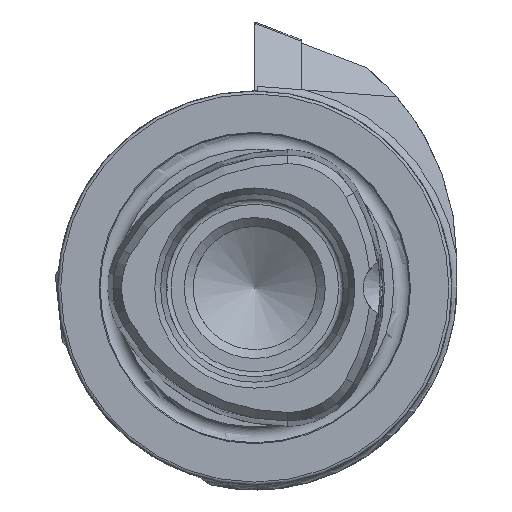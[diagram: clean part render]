
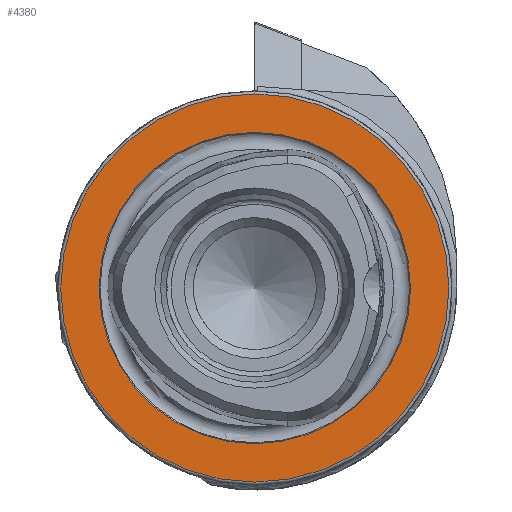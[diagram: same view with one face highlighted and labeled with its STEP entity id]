
A CAD part, left-side view. The second image highlights one B-rep face of the part: STEP entity #4380.
In plain terms, the highlighted planar face has unit normal (-1, 0, 0).
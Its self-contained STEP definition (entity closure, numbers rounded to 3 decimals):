
#811 = VERTEX_POINT ( 'NONE', #8951 ) ;
#964 = PLANE ( 'NONE',  #5747 ) ;
#1356 = EDGE_LOOP ( 'NONE', ( #6903 ) ) ;
#1522 = DIRECTION ( 'NONE',  ( -1., 0., 0. ) ) ;
#1795 = DIRECTION ( 'NONE',  ( 0., 0., -1. ) ) ;
#2436 = CARTESIAN_POINT ( 'NONE',  ( 0., 0., 0. ) ) ;
#2790 = ORIENTED_EDGE ( 'NONE', *, *, #3943, .T. ) ;
#3039 = FACE_OUTER_BOUND ( 'NONE', #4536, .T. ) ;
#3180 = DIRECTION ( 'NONE',  ( 0., 0., 1. ) ) ;
#3373 = VERTEX_POINT ( 'NONE', #9909 ) ;
#3590 = CIRCLE ( 'NONE', #6568, 15.8 ) ;
#3943 = EDGE_CURVE ( 'NONE', #811, #811, #6276, .T. ) ;
#4210 = CARTESIAN_POINT ( 'NONE',  ( 0., 0., 0. ) ) ;
#4344 = AXIS2_PLACEMENT_3D ( 'NONE', #4210, #7356, #8162 ) ;
#4380 = ADVANCED_FACE ( 'NONE', ( #9348, #3039 ), #964, .F. ) ;
#4536 = EDGE_LOOP ( 'NONE', ( #2790 ) ) ;
#4937 = DIRECTION ( 'NONE',  ( 1., 0., 0. ) ) ;
#5747 = AXIS2_PLACEMENT_3D ( 'NONE', #9667, #4937, #1795 ) ;
#6276 = CIRCLE ( 'NONE', #4344, 19.7 ) ;
#6568 = AXIS2_PLACEMENT_3D ( 'NONE', #2436, #1522, #3180 ) ;
#6903 = ORIENTED_EDGE ( 'NONE', *, *, #7087, .F. ) ;
#7087 = EDGE_CURVE ( 'NONE', #3373, #3373, #3590, .T. ) ;
#7356 = DIRECTION ( 'NONE',  ( -1., 0., 0. ) ) ;
#8162 = DIRECTION ( 'NONE',  ( 0., 0., 1. ) ) ;
#8951 = CARTESIAN_POINT ( 'NONE',  ( 0., 0., 19.7 ) ) ;
#9348 = FACE_BOUND ( 'NONE', #1356, .T. ) ;
#9667 = CARTESIAN_POINT ( 'NONE',  ( 0., 15.8, 0. ) ) ;
#9909 = CARTESIAN_POINT ( 'NONE',  ( 0., 0., 15.8 ) ) ;
